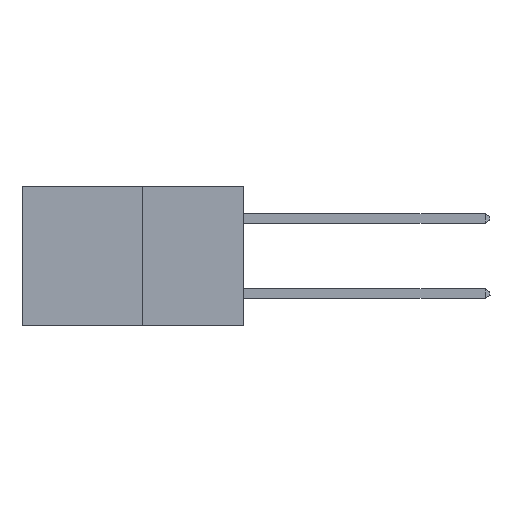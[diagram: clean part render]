
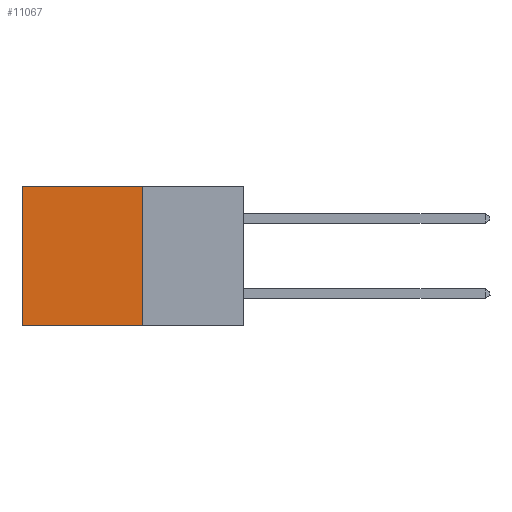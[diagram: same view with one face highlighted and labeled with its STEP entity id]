
A CAD part, left-side view. The second image highlights one B-rep face of the part: STEP entity #11067.
In plain terms, the highlighted planar face has unit normal (-1, 0, 0).
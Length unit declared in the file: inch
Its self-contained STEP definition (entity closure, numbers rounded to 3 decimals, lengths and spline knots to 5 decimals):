
#1302 = EDGE_CURVE ( 'NONE', #18595, #14515, #12355, .T. ) ;
#1345 = ORIENTED_EDGE ( 'NONE', *, *, #17551, .T. ) ;
#1477 = LINE ( 'NONE', #21636, #14469 ) ;
#3787 = ORIENTED_EDGE ( 'NONE', *, *, #28883, .F. ) ;
#4143 = CARTESIAN_POINT ( 'NONE',  ( 0.277, 0.27, -0.37 ) ) ;
#4627 = CARTESIAN_POINT ( 'NONE',  ( 0.277, 0.27, -0.37 ) ) ;
#5054 = DIRECTION ( 'NONE',  ( 0., 1., 0. ) ) ;
#5554 = VERTEX_POINT ( 'NONE', #23708 ) ;
#7162 = DIRECTION ( 'NONE',  ( 0., 0., -1. ) ) ;
#7366 = LINE ( 'NONE', #29690, #19805 ) ;
#7802 = VERTEX_POINT ( 'NONE', #4143 ) ;
#11067 = ADVANCED_FACE ( 'NONE', ( #21529 ), #17048, .F. ) ;
#11993 = EDGE_LOOP ( 'NONE', ( #28647, #27972, #3787, #1345 ) ) ;
#12355 = LINE ( 'NONE', #27011, #24710 ) ;
#13450 = AXIS2_PLACEMENT_3D ( 'NONE', #4627, #22020, #7162 ) ;
#13842 = CARTESIAN_POINT ( 'NONE',  ( 0.277, 0.59, 0. ) ) ;
#14469 = VECTOR ( 'NONE', #24109, 39.37008 ) ;
#14515 = VERTEX_POINT ( 'NONE', #16440 ) ;
#14570 = DIRECTION ( 'NONE',  ( 0., 1., 0. ) ) ;
#15926 = DIRECTION ( 'NONE',  ( 0., 0., -1. ) ) ;
#16440 = CARTESIAN_POINT ( 'NONE',  ( 0.277, 0.59, -0.37 ) ) ;
#17048 = PLANE ( 'NONE',  #13450 ) ;
#17551 = EDGE_CURVE ( 'NONE', #5554, #18595, #7366, .T. ) ;
#18595 = VERTEX_POINT ( 'NONE', #13842 ) ;
#19805 = VECTOR ( 'NONE', #5054, 39.37008 ) ;
#21529 = FACE_OUTER_BOUND ( 'NONE', #11993, .T. ) ;
#21636 = CARTESIAN_POINT ( 'NONE',  ( 0.277, 0.27, -0.37 ) ) ;
#22020 = DIRECTION ( 'NONE',  ( 1., 0., 0. ) ) ;
#23708 = CARTESIAN_POINT ( 'NONE',  ( 0.277, 0.27, 0. ) ) ;
#24109 = DIRECTION ( 'NONE',  ( 0., 0., -1. ) ) ;
#24416 = LINE ( 'NONE', #26814, #30140 ) ;
#24710 = VECTOR ( 'NONE', #15926, 39.37008 ) ;
#26814 = CARTESIAN_POINT ( 'NONE',  ( 0.277, 0.27, -0.37 ) ) ;
#26934 = EDGE_CURVE ( 'NONE', #7802, #14515, #24416, .T. ) ;
#27011 = CARTESIAN_POINT ( 'NONE',  ( 0.277, 0.59, -0.37 ) ) ;
#27972 = ORIENTED_EDGE ( 'NONE', *, *, #26934, .F. ) ;
#28647 = ORIENTED_EDGE ( 'NONE', *, *, #1302, .T. ) ;
#28883 = EDGE_CURVE ( 'NONE', #5554, #7802, #1477, .T. ) ;
#29690 = CARTESIAN_POINT ( 'NONE',  ( 0.277, 0.27, 0. ) ) ;
#30140 = VECTOR ( 'NONE', #14570, 39.37008 ) ;
